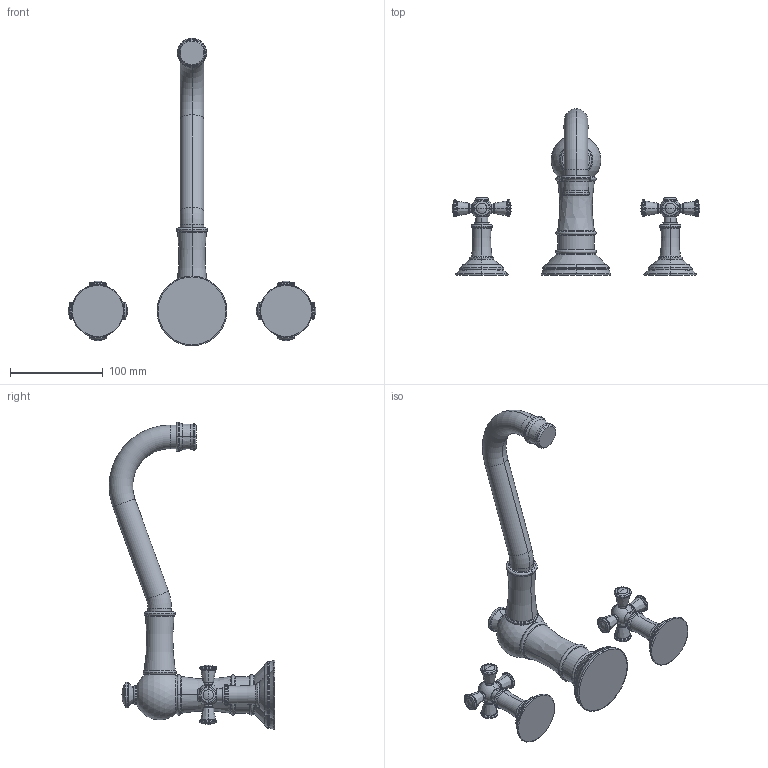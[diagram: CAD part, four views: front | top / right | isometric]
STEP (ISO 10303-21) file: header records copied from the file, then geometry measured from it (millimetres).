
FILE_DESCRIPTION((''),'2;1');
FILE_NAME('3-2466','2021-03-12T14:54:38',('jinson.thomas'),(''),'CREO PARAMETRIC BY PTC INC, 2018400','CREO PARAMETRIC BY PTC INC, 2018400','');
FILE_SCHEMA(('CONFIG_CONTROL_DESIGN'));
Length unit declared in the file: inch
Products named in the file (1): 3-2466
Bounding box: 267.41 x 178.85 x 331.62 mm (x, y, z)
Volume: 543010.2 mm3; surface area: 86715.7 mm2
Topology: 3 solids, 3 shells, 370 faces, 763 edges, 403 vertices
Faces by surface type: torus 218, cylinder 62, sphere 28, plane 26, bspline 24, cone 8, revolution 4
Entity records: 10014 total; most frequent: DIRECTION 2092, CARTESIAN_POINT 1908, ORIENTED_EDGE 1482, AXIS2_PLACEMENT_3D 1009, EDGE_CURVE 741, CIRCLE 667, VERTEX_POINT 403, EDGE_LOOP 396
